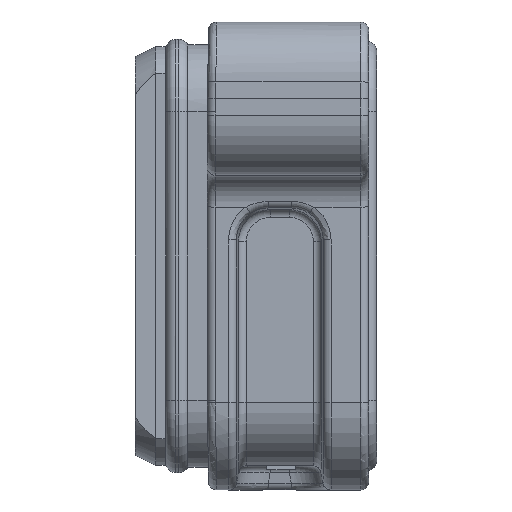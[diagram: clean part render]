
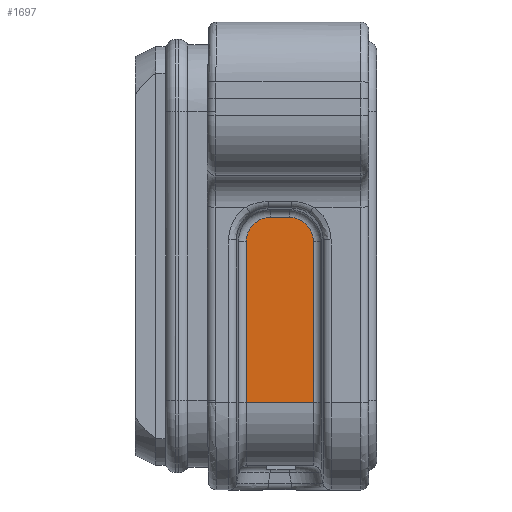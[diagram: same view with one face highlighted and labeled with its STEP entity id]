
A CAD part, left-side view. The second image highlights one B-rep face of the part: STEP entity #1697.
In plain terms, the highlighted planar face has unit normal (-1, 0, -0.018).
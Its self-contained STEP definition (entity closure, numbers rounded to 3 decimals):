
#1697=ADVANCED_FACE('NONE',(#2871),#2160,.F.);
#2160=PLANE('',#14774);
#2871=FACE_OUTER_BOUND('',#3737,.T.);
#3737=EDGE_LOOP('',(#8854,#8855,#8856,#8857,#8858,#8859));
#4629=LINE('',#24807,#5528);
#4673=LINE('',#26104,#5572);
#4674=LINE('',#26106,#5573);
#5528=VECTOR('',#17094,1.);
#5572=VECTOR('',#17408,1.);
#5573=VECTOR('',#17411,1.);
#8854=ORIENTED_EDGE('',*,*,#12560,.T.);
#8855=ORIENTED_EDGE('',*,*,#12770,.T.);
#8856=ORIENTED_EDGE('',*,*,#12771,.F.);
#8857=ORIENTED_EDGE('',*,*,#12566,.T.);
#8858=ORIENTED_EDGE('',*,*,#12564,.T.);
#8859=ORIENTED_EDGE('',*,*,#12562,.T.);
#10802=VERTEX_POINT('',#24789);
#10803=VERTEX_POINT('',#24794);
#10804=VERTEX_POINT('',#24806);
#10805=VERTEX_POINT('',#24813);
#10806=VERTEX_POINT('',#24822);
#10889=VERTEX_POINT('',#26103);
#12560=EDGE_CURVE('NONE',#10802,#10803,#13707,.T.);
#12562=EDGE_CURVE('NONE',#10804,#10802,#4629,.T.);
#12564=EDGE_CURVE('NONE',#10805,#10804,#13710,.T.);
#12566=EDGE_CURVE('NONE',#10806,#10805,#13711,.T.);
#12770=EDGE_CURVE('NONE',#10803,#10889,#4673,.T.);
#12771=EDGE_CURVE('NONE',#10806,#10889,#4674,.T.);
#13707=B_SPLINE_CURVE_WITH_KNOTS('',3,(#24795,#24796,#24797,#24798,#24799,
#24800),.UNSPECIFIED.,.F.,.F.,(4,2,4),(0.,0.5,1.),.UNSPECIFIED.);
#13710=B_SPLINE_CURVE_WITH_KNOTS('',3,(#24814,#24815,#24816,#24817,#24818,
#24819),.UNSPECIFIED.,.F.,.F.,(4,2,4),(0.,0.5,1.),.UNSPECIFIED.);
#13711=B_SPLINE_CURVE_WITH_KNOTS('',3,(#24823,#24824,#24825,#24826),
 .UNSPECIFIED.,.F.,.F.,(4,4),(0.,1.),.UNSPECIFIED.);
#14774=AXIS2_PLACEMENT_3D('',#26107,#17412,#17413);
#17094=DIRECTION('',(0.,1.,0.));
#17408=DIRECTION('',(0.017,0.,-1.));
#17411=DIRECTION('',(0.,1.,0.));
#17412=DIRECTION('',(1.,0.,0.017));
#17413=DIRECTION('',(0.017,0.,-1.));
#24789=CARTESIAN_POINT('',(-45.183,92.194,4.775));
#24794=CARTESIAN_POINT('',(-45.131,95.153,1.817));
#24795=CARTESIAN_POINT('',(-45.183,92.194,4.775));
#24796=CARTESIAN_POINT('',(-45.183,92.986,4.774));
#24797=CARTESIAN_POINT('',(-45.178,93.735,4.469));
#24798=CARTESIAN_POINT('',(-45.158,94.847,3.357));
#24799=CARTESIAN_POINT('',(-45.145,95.151,2.608));
#24800=CARTESIAN_POINT('',(-45.131,95.153,1.817));
#24806=CARTESIAN_POINT('',(-45.183,89.806,4.775));
#24807=CARTESIAN_POINT('',(-45.183,89.205,4.775));
#24813=CARTESIAN_POINT('',(-45.131,86.847,1.817));
#24814=CARTESIAN_POINT('',(-45.131,86.847,1.817));
#24815=CARTESIAN_POINT('',(-45.145,86.849,2.609));
#24816=CARTESIAN_POINT('',(-45.158,87.153,3.358));
#24817=CARTESIAN_POINT('',(-45.178,88.265,4.469));
#24818=CARTESIAN_POINT('',(-45.183,89.015,4.774));
#24819=CARTESIAN_POINT('',(-45.183,89.806,4.775));
#24822=CARTESIAN_POINT('',(-44.783,86.847,-18.14));
#24823=CARTESIAN_POINT('',(-44.783,86.847,-18.14));
#24824=CARTESIAN_POINT('',(-44.899,86.847,-11.488));
#24825=CARTESIAN_POINT('',(-45.015,86.847,-4.836));
#24826=CARTESIAN_POINT('',(-45.131,86.847,1.817));
#26103=CARTESIAN_POINT('',(-44.783,95.153,-18.14));
#26104=CARTESIAN_POINT('',(-45.142,95.153,2.427));
#26106=CARTESIAN_POINT('',(-44.783,86.,-18.14));
#26107=CARTESIAN_POINT('',(-44.783,86.,-18.14));
